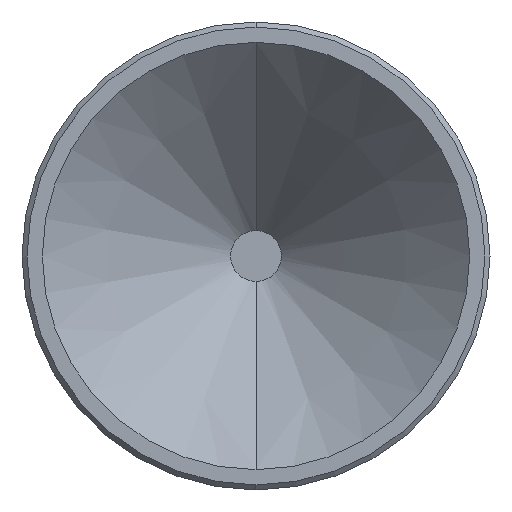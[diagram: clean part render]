
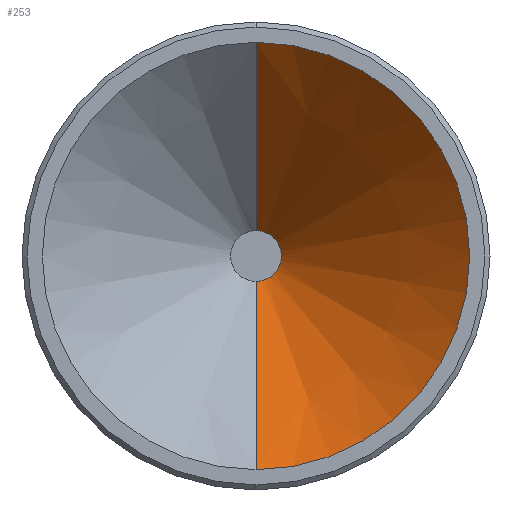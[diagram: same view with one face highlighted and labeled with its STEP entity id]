
A CAD part, left-side view. The second image highlights one B-rep face of the part: STEP entity #253.
In plain terms, the highlighted conical face has half-angle 45 degrees and reference radius 0.064 mm.
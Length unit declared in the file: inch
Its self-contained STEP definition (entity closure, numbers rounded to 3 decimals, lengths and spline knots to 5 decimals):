
#19 = EDGE_LOOP ( 'NONE', ( #1374, #909, #940, #1176 ) ) ;
#113 = DIRECTION ( 'NONE',  ( -0.707, 0., -0.707 ) ) ;
#137 = CARTESIAN_POINT ( 'NONE',  ( -0.2815, 0., -0.0025 ) ) ;
#162 = CARTESIAN_POINT ( 'NONE',  ( -0.3, 0., 0. ) ) ;
#164 = AXIS2_PLACEMENT_3D ( 'NONE', #1043, #1254, #1387 ) ;
#191 = EDGE_CURVE ( 'NONE', #967, #1323, #1151, .T. ) ;
#230 = EDGE_CURVE ( 'NONE', #1396, #1323, #1247, .T. ) ;
#241 = CARTESIAN_POINT ( 'NONE',  ( -0.2815, 0., 0.0025 ) ) ;
#253 = ADVANCED_FACE ( 'NONE', ( #930 ), #577, .F. ) ;
#269 = DIRECTION ( 'NONE',  ( 0., 0., 1. ) ) ;
#343 = AXIS2_PLACEMENT_3D ( 'NONE', #1388, #610, #269 ) ;
#458 = EDGE_CURVE ( 'NONE', #834, #1396, #1172, .T. ) ;
#516 = CIRCLE ( 'NONE', #164, 0.0025 ) ;
#577 = CONICAL_SURFACE ( 'NONE', #343, 0.0025, 0.785 ) ;
#585 = DIRECTION ( 'NONE',  ( -0.707, 0., 0.707 ) ) ;
#610 = DIRECTION ( 'NONE',  ( -1., 0., 0. ) ) ;
#834 = VERTEX_POINT ( 'NONE', #1197 ) ;
#871 = VECTOR ( 'NONE', #113, 39.37008 ) ;
#909 = ORIENTED_EDGE ( 'NONE', *, *, #191, .T. ) ;
#930 = FACE_OUTER_BOUND ( 'NONE', #19, .T. ) ;
#940 = ORIENTED_EDGE ( 'NONE', *, *, #230, .F. ) ;
#955 = AXIS2_PLACEMENT_3D ( 'NONE', #162, #956, #1039 ) ;
#956 = DIRECTION ( 'NONE',  ( 1., 0., 0. ) ) ;
#967 = VERTEX_POINT ( 'NONE', #1208 ) ;
#992 = CARTESIAN_POINT ( 'NONE',  ( -0.3, 0., 0.021 ) ) ;
#1039 = DIRECTION ( 'NONE',  ( 0., 0., -1. ) ) ;
#1043 = CARTESIAN_POINT ( 'NONE',  ( -0.2815, 0., 0. ) ) ;
#1066 = CARTESIAN_POINT ( 'NONE',  ( -0.3, 0., -0.021 ) ) ;
#1151 = LINE ( 'NONE', #137, #871 ) ;
#1172 = LINE ( 'NONE', #241, #1271 ) ;
#1176 = ORIENTED_EDGE ( 'NONE', *, *, #458, .F. ) ;
#1197 = CARTESIAN_POINT ( 'NONE',  ( -0.2815, 0., 0.0025 ) ) ;
#1208 = CARTESIAN_POINT ( 'NONE',  ( -0.2815, 0., -0.0025 ) ) ;
#1241 = EDGE_CURVE ( 'NONE', #834, #967, #516, .T. ) ;
#1247 = CIRCLE ( 'NONE', #955, 0.021 ) ;
#1254 = DIRECTION ( 'NONE',  ( 1., 0., 0. ) ) ;
#1271 = VECTOR ( 'NONE', #585, 39.37008 ) ;
#1323 = VERTEX_POINT ( 'NONE', #1066 ) ;
#1374 = ORIENTED_EDGE ( 'NONE', *, *, #1241, .T. ) ;
#1387 = DIRECTION ( 'NONE',  ( 0., 0., -1. ) ) ;
#1388 = CARTESIAN_POINT ( 'NONE',  ( -0.2815, 0., 0. ) ) ;
#1396 = VERTEX_POINT ( 'NONE', #992 ) ;
